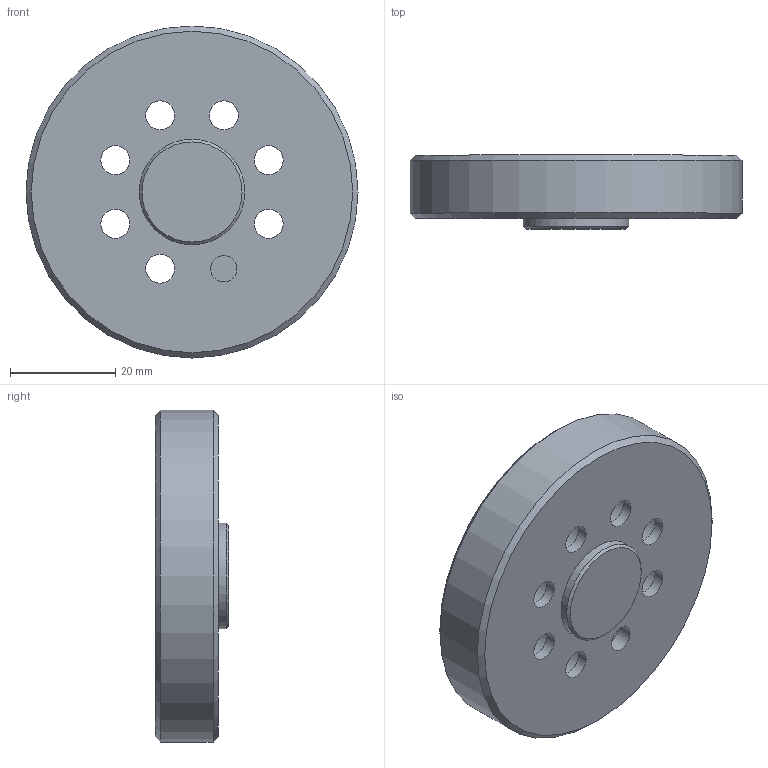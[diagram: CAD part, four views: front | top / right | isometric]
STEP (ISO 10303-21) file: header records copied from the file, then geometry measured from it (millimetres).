
FILE_DESCRIPTION (( 'STEP AP214' ), '1' );
FILE_NAME ('101517.step', '2020-03-09T14:36:26', ( '' ), ( '' ), 'SwSTEP 2.0', 'SolidWorks 2019', '' );
FILE_SCHEMA (( 'AUTOMOTIVE_DESIGN' ));
Length unit declared in the file: millimetre
Products named in the file (1): 101517
Bounding box: 63 x 14 x 63 mm (x, y, z)
Volume: 28734.5 mm3; surface area: 10603.6 mm2
Topology: 1 solids, 1 shells, 96 faces, 251 edges, 163 vertices
Faces by surface type: cylinder 43, plane 24, cone 20, bspline 9
Full cylindrical faces by diameter (mm): 5 x5, 5.5 x7, 6 x1, 9 x7, 20 x1, 63 x1
Entity records: 3398 total; most frequent: CARTESIAN_POINT 1181, DIRECTION 428, ORIENTED_EDGE 408, EDGE_CURVE 204, AXIS2_PLACEMENT_3D 182, EDGE_LOOP 151, VERTEX_POINT 151, FACE_OUTER_BOUND 118
